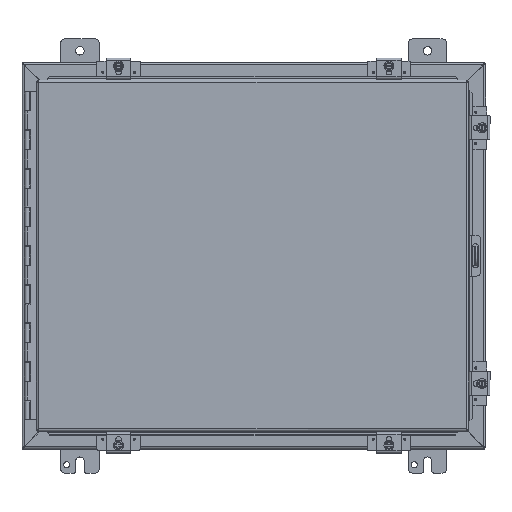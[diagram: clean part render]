
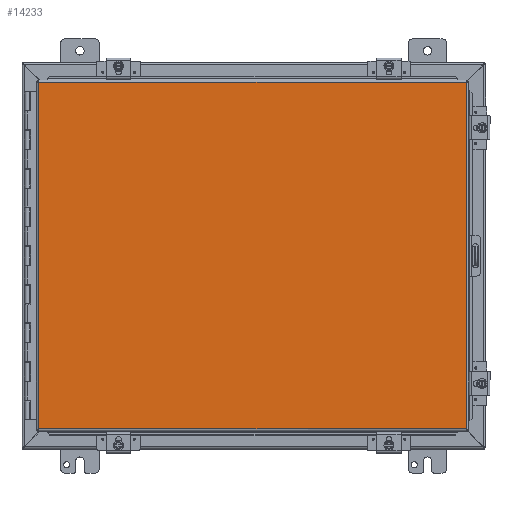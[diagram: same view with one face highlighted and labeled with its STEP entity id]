
A CAD part, top view. The second image highlights one B-rep face of the part: STEP entity #14233.
In plain terms, the highlighted face is planar.
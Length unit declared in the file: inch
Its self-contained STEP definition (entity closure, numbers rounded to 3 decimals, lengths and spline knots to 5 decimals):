
#1757=LINE('',#23767,#3014);
#1763=LINE('',#23888,#3020);
#1773=LINE('',#24041,#3030);
#1776=LINE('',#24074,#3033);
#3014=VECTOR('',#18537,0.3937);
#3020=VECTOR('',#18551,0.3937);
#3030=VECTOR('',#18573,0.3937);
#3033=VECTOR('',#18582,0.3937);
#4085=PLANE('',#15640);
#4771=FACE_OUTER_BOUND('',#5638,.T.);
#5638=EDGE_LOOP('',(#12068,#12069,#12070,#12071));
#7239=VERTEX_POINT('',#23758);
#7240=VERTEX_POINT('',#23766);
#7243=VERTEX_POINT('',#23836);
#7244=VERTEX_POINT('',#23880);
#8909=EDGE_CURVE('',#7240,#7239,#1757,.T.);
#8922=EDGE_CURVE('',#7243,#7244,#1763,.T.);
#8939=EDGE_CURVE('',#7239,#7243,#1773,.T.);
#8943=EDGE_CURVE('',#7244,#7240,#1776,.T.);
#12068=ORIENTED_EDGE('',*,*,#8939,.T.);
#12069=ORIENTED_EDGE('',*,*,#8922,.T.);
#12070=ORIENTED_EDGE('',*,*,#8943,.T.);
#12071=ORIENTED_EDGE('',*,*,#8909,.T.);
#14233=ADVANCED_FACE('',(#4771),#4085,.F.);
#15640=AXIS2_PLACEMENT_3D('',#24154,#18596,#18597);
#18537=DIRECTION('',(-1.,0.,0.));
#18551=DIRECTION('',(1.,0.,0.));
#18573=DIRECTION('',(0.,1.,0.));
#18582=DIRECTION('',(0.,-1.,0.));
#18596=DIRECTION('center_axis',(0.,0.,1.));
#18597=DIRECTION('ref_axis',(1.,0.,0.));
#23758=CARTESIAN_POINT('',(-11.066,-8.97225,0.));
#23766=CARTESIAN_POINT('',(11.066,-8.97225,0.));
#23767=CARTESIAN_POINT('',(5.533,-8.97225,0.));
#23836=CARTESIAN_POINT('',(-11.066,8.97225,0.));
#23880=CARTESIAN_POINT('',(11.066,8.97225,0.));
#23888=CARTESIAN_POINT('',(-5.59375,8.97225,0.));
#24041=CARTESIAN_POINT('',(-11.066,-4.48613,0.));
#24074=CARTESIAN_POINT('',(11.066,4.48613,0.));
#24154=CARTESIAN_POINT('Origin',(0.,0.,0.));
